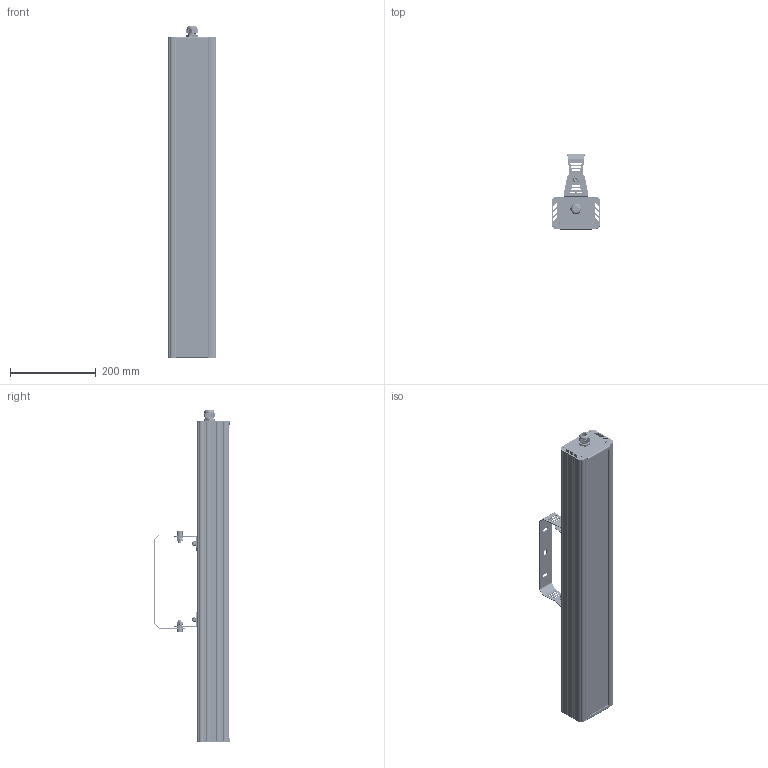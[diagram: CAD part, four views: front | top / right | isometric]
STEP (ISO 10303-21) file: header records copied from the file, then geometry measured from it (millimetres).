
FILE_DESCRIPTION(('STEP AP214'), '1');
FILE_NAME('001.0070.54.000 - ÃÑÏ-Ïðèìà-Îïòèê-100', '2023-09-24T13:59:53', (''), (''), 'C3D Converter', 'C3D Toolkit', '');
FILE_SCHEMA(('AUTOMOTIVE_DESIGN { 1 0 10303 214 3 1 1}'));
Length unit declared in the file: millimetre
Products named in the file (39): 001.0070.54.000
Assembly tree (69 placements, depth 4):
  001.0070.54.000
    (unnamed)
      (unnamed)
      (unnamed)
      (unnamed)  x4
      (unnamed)
      (unnamed)  x4
      (unnamed)
      (unnamed)
      (unnamed)
      (unnamed)  x10
        (unnamed)
        (unnamed)
        (unnamed)
        (unnamed)
        (unnamed)
        (unnamed)
        (unnamed)
        (unnamed)
        (unnamed)
        (unnamed)
    (unnamed)
      (unnamed)
      (unnamed)
      (unnamed)
      (unnamed)  x2
      (unnamed)
      (unnamed)
      (unnamed)
      (unnamed)
      (unnamed)
      (unnamed)
      (unnamed)
      (unnamed)
      (unnamed)  x2
      (unnamed)
      (unnamed)
      (unnamed)
      (unnamed)
Bounding box: 112.19 x 178.44 x 776 mm (x, y, z)
Volume: 1595569.9 mm3; surface area: 1297922.6 mm2
Topology: 383 solids, 383 shells, 5647 faces, 13293 edges, 8928 vertices
Faces by surface type: plane 3863, cylinder 1476, bspline 168, cone 98, sphere 30, torus 12
Full cylindrical faces by diameter (mm): 1 x30, 2 x20, 2.5 x40, 2.8 x250, 3.2 x30, 3.5 x60, 4 x8, 4.917 x2, 6 x4, 6.6 x2, 6.647 x2, 8 x10, 8.5 x4, 9 x134, 11 x2, 12 x1, 12.5 x1, 13 x2, 15 x4, 18.5 x3, 20 x1, 23.5 x1
Entity records: 105797 total; most frequent: CARTESIAN_POINT 37965, DIRECTION 10588, ORIENTED_EDGE 10430, EDGE_CURVE 5215, AXIS2_PLACEMENT_3D 3736, VERTEX_POINT 3587, LINE 3116, VECTOR 3116
